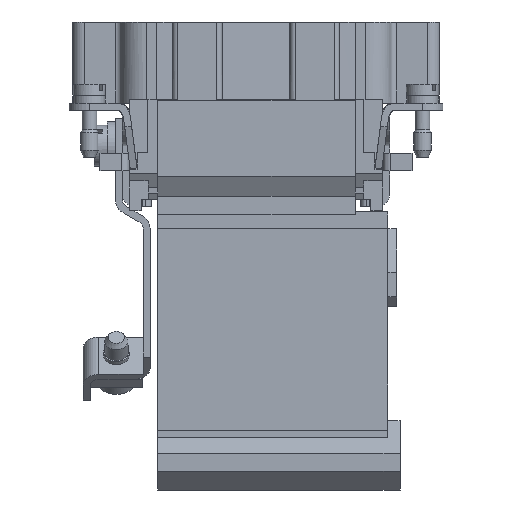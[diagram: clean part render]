
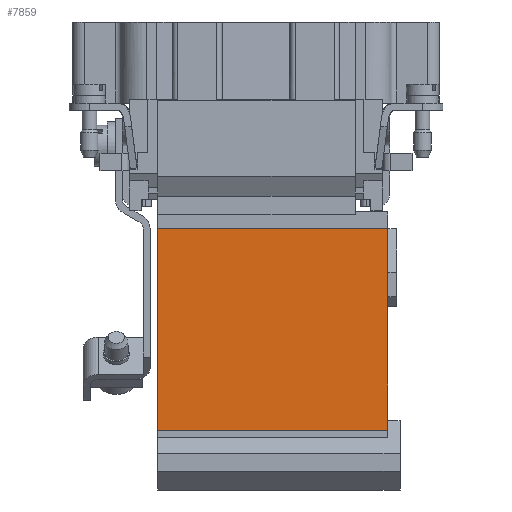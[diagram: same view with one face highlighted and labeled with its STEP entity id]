
A CAD part, front view. The second image highlights one B-rep face of the part: STEP entity #7859.
In plain terms, the highlighted planar face has unit normal (0, -1, 0).
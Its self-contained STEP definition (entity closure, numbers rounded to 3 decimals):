
#6747=FACE_OUTER_BOUND('',#10057,.T.);
#7859=ADVANCED_FACE('',(#6747),#8752,.T.);
#8752=PLANE('',#28208);
#10057=EDGE_LOOP('',(#13867,#13868,#13869,#13870));
#13867=ORIENTED_EDGE('',*,*,#19390,.F.);
#13868=ORIENTED_EDGE('',*,*,#19391,.T.);
#13869=ORIENTED_EDGE('',*,*,#18941,.F.);
#13870=ORIENTED_EDGE('',*,*,#19388,.F.);
#16806=VERTEX_POINT('',#37515);
#16807=VERTEX_POINT('',#37517);
#17061=VERTEX_POINT('',#38822);
#17063=VERTEX_POINT('',#38828);
#18941=EDGE_CURVE('',#16806,#16807,#22660,.T.);
#19388=EDGE_CURVE('',#17061,#16806,#23061,.T.);
#19390=EDGE_CURVE('',#17063,#17061,#23063,.T.);
#19391=EDGE_CURVE('',#17063,#16807,#23064,.T.);
#22660=LINE('',#37516,#24778);
#23061=LINE('',#38824,#25185);
#23063=LINE('',#38827,#25187);
#23064=LINE('',#38829,#25188);
#24778=VECTOR('',#31119,1.);
#25185=VECTOR('',#32020,1.);
#25187=VECTOR('',#32024,1.);
#25188=VECTOR('',#32025,1.);
#28208=AXIS2_PLACEMENT_3D('',#38830,#32026,#32027);
#31119=DIRECTION('',(0.,0.,-1.));
#32020=DIRECTION('',(1.,0.,0.));
#32024=DIRECTION('',(0.,0.,1.));
#32025=DIRECTION('',(1.,0.,0.));
#32026=DIRECTION('',(0.,-1.,0.));
#32027=DIRECTION('',(0.,0.,-1.));
#37515=CARTESIAN_POINT('',(22.55,-16.9,-20.269));
#37516=CARTESIAN_POINT('',(22.55,-16.9,-20.769));
#37517=CARTESIAN_POINT('',(22.55,-16.9,-54.769));
#38822=CARTESIAN_POINT('',(-16.85,-16.9,-20.269));
#38824=CARTESIAN_POINT('',(-16.15,-16.9,-20.269));
#38827=CARTESIAN_POINT('',(-16.85,-16.9,-54.269));
#38828=CARTESIAN_POINT('',(-16.85,-16.9,-54.769));
#38829=CARTESIAN_POINT('',(-16.15,-16.9,-54.769));
#38830=CARTESIAN_POINT('',(-16.15,-16.9,-20.769));
